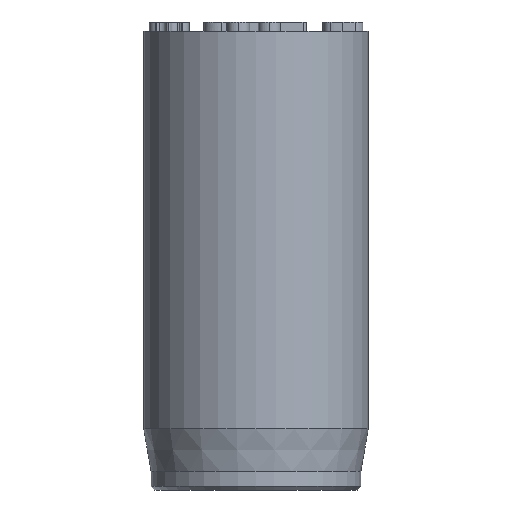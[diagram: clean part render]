
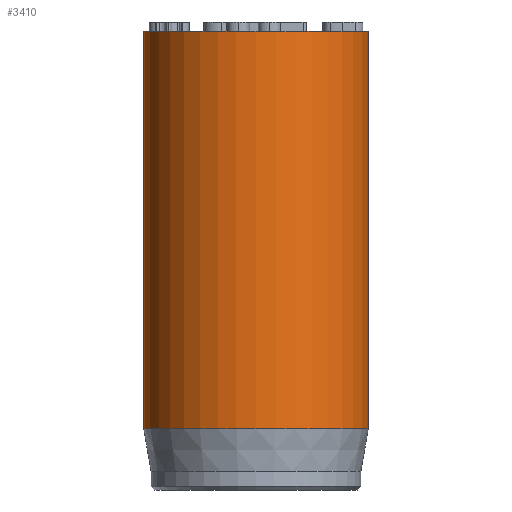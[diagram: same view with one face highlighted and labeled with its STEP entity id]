
A CAD part, front view. The second image highlights one B-rep face of the part: STEP entity #3410.
In plain terms, the highlighted cylindrical face has radius 6 mm (diameter 12 mm), a full revolution.
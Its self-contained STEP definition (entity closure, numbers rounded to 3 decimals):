
#31=CYLINDRICAL_SURFACE('',#3570,6.);
#41=CIRCLE('',#3546,6.);
#52=CIRCLE('',#3568,6.);
#53=CIRCLE('',#3569,6.);
#273=FACE_OUTER_BOUND('',#481,.T.);
#481=EDGE_LOOP('',(#2846,#2847,#2848,#2849,#2850));
#693=LINE('',#6285,#923);
#923=VECTOR('',#3864,6.);
#1496=VERTEX_POINT('',#6241);
#1507=VERTEX_POINT('',#6279);
#1508=VERTEX_POINT('',#6280);
#1954=EDGE_CURVE('',#1496,#1496,#41,.T.);
#1970=EDGE_CURVE('',#1507,#1508,#52,.T.);
#1971=EDGE_CURVE('',#1508,#1507,#53,.T.);
#1973=EDGE_CURVE('',#1496,#1507,#693,.T.);
#2846=ORIENTED_EDGE('',*,*,#1954,.T.);
#2847=ORIENTED_EDGE('',*,*,#1973,.T.);
#2848=ORIENTED_EDGE('',*,*,#1970,.T.);
#2849=ORIENTED_EDGE('',*,*,#1971,.T.);
#2850=ORIENTED_EDGE('',*,*,#1973,.F.);
#3410=ADVANCED_FACE('',(#273),#31,.T.);
#3546=AXIS2_PLACEMENT_3D('',#6242,#3808,#3809);
#3568=AXIS2_PLACEMENT_3D('',#6281,#3857,#3858);
#3569=AXIS2_PLACEMENT_3D('',#6282,#3859,#3860);
#3570=AXIS2_PLACEMENT_3D('',#6284,#3862,#3863);
#3808=DIRECTION('center_axis',(0.,0.,-1.));
#3809=DIRECTION('ref_axis',(-1.,0.,0.));
#3857=DIRECTION('center_axis',(0.,0.,1.));
#3858=DIRECTION('ref_axis',(-1.,0.,0.));
#3859=DIRECTION('center_axis',(0.,0.,1.));
#3860=DIRECTION('ref_axis',(-1.,0.,0.));
#3862=DIRECTION('center_axis',(0.,0.,1.));
#3863=DIRECTION('ref_axis',(-1.,0.,0.));
#3864=DIRECTION('',(0.,0.,-1.));
#6241=CARTESIAN_POINT('',(6.,0.,24.5));
#6242=CARTESIAN_POINT('Origin',(0.,0.,24.5));
#6279=CARTESIAN_POINT('',(6.,0.,3.269));
#6280=CARTESIAN_POINT('',(-6.,0.,3.269));
#6281=CARTESIAN_POINT('Origin',(0.,0.,3.269));
#6282=CARTESIAN_POINT('Origin',(0.,0.,3.269));
#6284=CARTESIAN_POINT('Origin',(0.,0.,0.));
#6285=CARTESIAN_POINT('',(6.,0.,0.));
